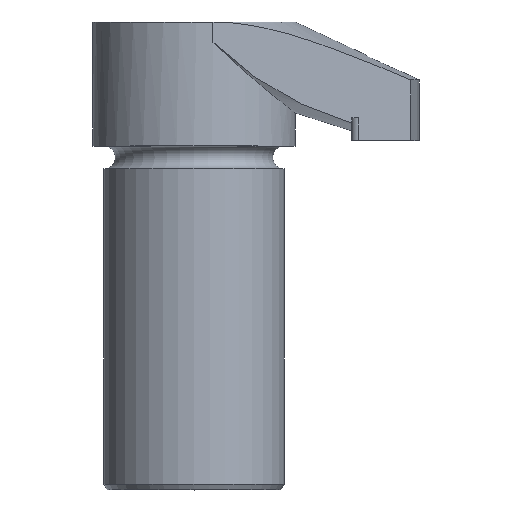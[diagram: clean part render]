
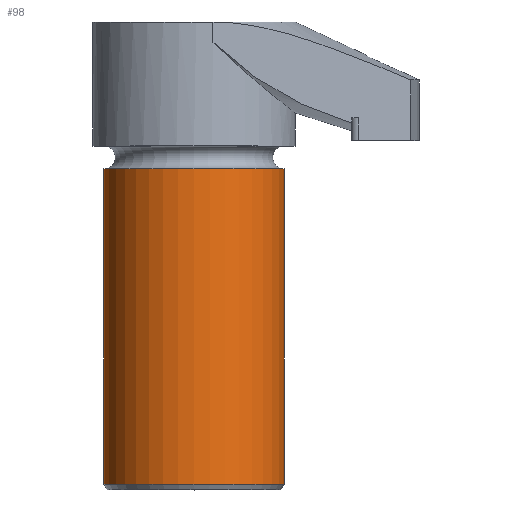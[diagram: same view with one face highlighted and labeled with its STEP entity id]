
A CAD part, top view. The second image highlights one B-rep face of the part: STEP entity #98.
In plain terms, the highlighted cylindrical face has radius 8 mm (diameter 16 mm), a full revolution.
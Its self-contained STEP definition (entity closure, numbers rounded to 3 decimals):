
#98 = ADVANCED_FACE( '', ( #203, #204 ), #205, .T. );
#203 = FACE_OUTER_BOUND( '', #301, .T. );
#204 = FACE_OUTER_BOUND( '', #302, .T. );
#205 = CYLINDRICAL_SURFACE( '', #303, 8. );
#301 = EDGE_LOOP( '', ( #489 ) );
#302 = EDGE_LOOP( '', ( #490 ) );
#303 = AXIS2_PLACEMENT_3D( '', #491, #492, #493 );
#489 = ORIENTED_EDGE( '', *, *, #531, .F. );
#490 = ORIENTED_EDGE( '', *, *, #507, .T. );
#491 = CARTESIAN_POINT( '', ( 0., 0., 0. ) );
#492 = DIRECTION( '', ( 0., 1., 0. ) );
#493 = DIRECTION( '', ( 0., 0., -1. ) );
#507 = EDGE_CURVE( '', #580, #580, #581, .T. );
#531 = EDGE_CURVE( '', #620, #620, #621, .T. );
#580 = VERTEX_POINT( '', #687 );
#581 = CIRCLE( '', #688, 8. );
#620 = VERTEX_POINT( '', #737 );
#621 = CIRCLE( '', #738, 8. );
#687 = CARTESIAN_POINT( '', ( 0., 28.5, -8. ) );
#688 = AXIS2_PLACEMENT_3D( '', #926, #927, #928 );
#737 = CARTESIAN_POINT( '', ( 0., 0.5, -8. ) );
#738 = AXIS2_PLACEMENT_3D( '', #963, #964, #965 );
#926 = CARTESIAN_POINT( '', ( 0., 28.5, 0. ) );
#927 = DIRECTION( '', ( 0., -1., 0. ) );
#928 = DIRECTION( '', ( 0., 0., -1. ) );
#963 = CARTESIAN_POINT( '', ( 0., 0.5, 0. ) );
#964 = DIRECTION( '', ( 0., -1., 0. ) );
#965 = DIRECTION( '', ( 0., 0., -1. ) );
